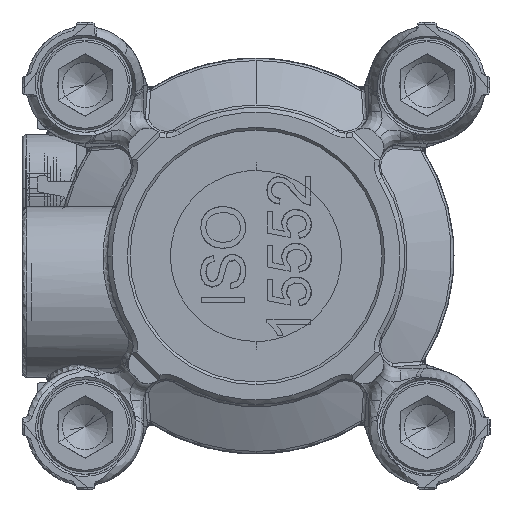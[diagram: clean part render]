
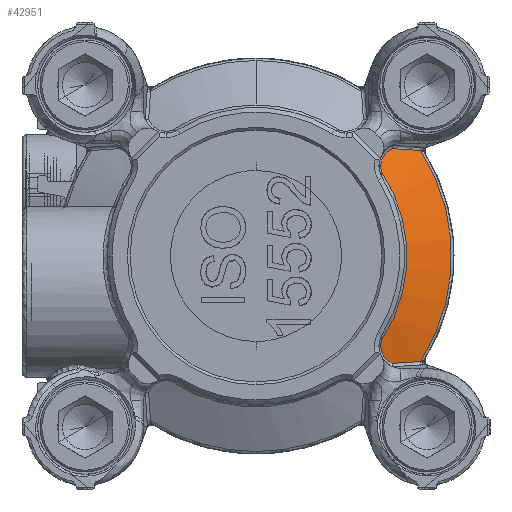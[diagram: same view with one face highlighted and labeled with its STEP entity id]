
A CAD part, front view. The second image highlights one B-rep face of the part: STEP entity #42951.
In plain terms, the highlighted conical face has half-angle 63.5 degrees and reference radius 21.723 mm.
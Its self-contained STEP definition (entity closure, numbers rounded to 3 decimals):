
#312 = CARTESIAN_POINT ( 'NONE',  ( 18.289, 24.711, 11.721 ) ) ;
#2367 = CARTESIAN_POINT ( 'NONE',  ( 15.152, 23.494, 11.925 ) ) ;
#2397 = CARTESIAN_POINT ( 'NONE',  ( 13.862, 22.449, -10.158 ) ) ;
#2886 = CARTESIAN_POINT ( 'NONE',  ( 14.244, 22.907, 11.176 ) ) ;
#2915 = CARTESIAN_POINT ( 'NONE',  ( 13.906, 22.546, -10.429 ) ) ;
#3911 = CARTESIAN_POINT ( 'NONE',  ( 14.038, 22.714, -10.81 ) ) ;
#4416 = CARTESIAN_POINT ( 'NONE',  ( 13.994, 22.665, -10.705 ) ) ;
#5569 = DIRECTION ( 'NONE',  ( 0., 1., 0. ) ) ;
#6772 = EDGE_CURVE ( 'NONE', #88805, #60037, #22753, .T. ) ;
#9137 = CARTESIAN_POINT ( 'NONE',  ( 13.915, 22.245, -9.372 ) ) ;
#9691 = CARTESIAN_POINT ( 'NONE',  ( 16.148, 23.865, -11.864 ) ) ;
#10201 = CARTESIAN_POINT ( 'NONE',  ( 18.289, 24.711, -11.721 ) ) ;
#10500 = CARTESIAN_POINT ( 'NONE',  ( 13.848, 22.29, 9.634 ) ) ;
#11005 = CARTESIAN_POINT ( 'NONE',  ( 14.101, 22.778, 10.939 ) ) ;
#11032 = CARTESIAN_POINT ( 'NONE',  ( 14.144, 22.821, -11.024 ) ) ;
#11548 = VERTEX_POINT ( 'NONE', #76609 ) ;
#13821 = EDGE_CURVE ( 'NONE', #35124, #42389, #96817, .T. ) ;
#16128 = CARTESIAN_POINT ( 'NONE',  ( 13.915, 22.245, -9.372 ) ) ;
#17555 = CARTESIAN_POINT ( 'NONE',  ( 0., 22.245, 0. ) ) ;
#17621 = CARTESIAN_POINT ( 'NONE',  ( 14.924, 23.369, 11.811 ) ) ;
#17651 = CARTESIAN_POINT ( 'NONE',  ( 13.86, 22.443, -10.14 ) ) ;
#18117 = CARTESIAN_POINT ( 'NONE',  ( 13.867, 22.465, 10.207 ) ) ;
#18628 = CARTESIAN_POINT ( 'NONE',  ( 14.439, 23.059, 11.421 ) ) ;
#19690 = EDGE_CURVE ( 'NONE', #60037, #11548, #89677, .T. ) ;
#20154 = CARTESIAN_POINT ( 'NONE',  ( 14.379, 23.014, -11.352 ) ) ;
#22174 = CARTESIAN_POINT ( 'NONE',  ( 16.148, 23.865, 11.864 ) ) ;
#22753 = CIRCLE ( 'NONE', #79540, 16.777 ) ;
#24421 = DIRECTION ( 'NONE',  ( 0., 0., -1. ) ) ;
#24734 = CARTESIAN_POINT ( 'NONE',  ( 15.034, 23.432, 11.873 ) ) ;
#26767 = CARTESIAN_POINT ( 'NONE',  ( 14.081, 22.758, -10.9 ) ) ;
#27895 = EDGE_CURVE ( 'NONE', #35124, #54059, #78634, .T. ) ;
#28255 = CARTESIAN_POINT ( 'NONE',  ( 14.487, 23.092, -11.467 ) ) ;
#30803 = CARTESIAN_POINT ( 'NONE',  ( 15.152, 23.494, 11.925 ) ) ;
#31299 = CARTESIAN_POINT ( 'NONE',  ( 17.193, 24.271, 11.796 ) ) ;
#32397 = CARTESIAN_POINT ( 'NONE',  ( 13.882, 22.267, -9.503 ) ) ;
#32872 = CARTESIAN_POINT ( 'NONE',  ( 13.871, 22.475, 10.236 ) ) ;
#33158 = ORIENTED_EDGE ( 'NONE', *, *, #13821, .T. ) ;
#33881 = CARTESIAN_POINT ( 'NONE',  ( 13.923, 22.571, 10.487 ) ) ;
#33912 = CARTESIAN_POINT ( 'NONE',  ( 14.443, 23.061, -11.422 ) ) ;
#35124 = VERTEX_POINT ( 'NONE', #81389 ) ;
#38977 = CARTESIAN_POINT ( 'NONE',  ( 18.289, 24.711, -11.721 ) ) ;
#41494 = CARTESIAN_POINT ( 'NONE',  ( 14.695, 23.23, 11.652 ) ) ;
#41526 = CARTESIAN_POINT ( 'NONE',  ( 14.319, 22.969, -11.279 ) ) ;
#42002 = CARTESIAN_POINT ( 'NONE',  ( 13.899, 22.534, 10.394 ) ) ;
#42030 = CARTESIAN_POINT ( 'NONE',  ( 14.073, 22.751, -10.884 ) ) ;
#42389 = VERTEX_POINT ( 'NONE', #66986 ) ;
#42951 = ADVANCED_FACE ( 'NONE', ( #82765 ), #69292, .T. ) ;
#47139 = B_SPLINE_CURVE_WITH_KNOTS ( 'NONE', 3,
 ( #95007, #9691, #64085, #10201 ),
 .UNSPECIFIED., .F., .F.,
 ( 4, 4 ),
 ( 0., 1. ),
 .UNSPECIFIED. ) ;
#47764 = CARTESIAN_POINT ( 'NONE',  ( 0., 24.711, 0. ) ) ;
#48511 = DIRECTION ( 'NONE',  ( 0., 0., 1. ) ) ;
#48582 = CARTESIAN_POINT ( 'NONE',  ( 14.555, 23.139, 11.532 ) ) ;
#49090 = CARTESIAN_POINT ( 'NONE',  ( 13.978, 22.648, 10.672 ) ) ;
#49633 = CARTESIAN_POINT ( 'NONE',  ( 14.511, 23.109, -11.491 ) ) ;
#50313 = DIRECTION ( 'NONE',  ( -1., 0., 0. ) ) ;
#50826 = B_SPLINE_CURVE_WITH_KNOTS ( 'NONE', 3,
 ( #2367, #24734, #17621, #72488, #41494, #64377, #63865, #48582, #18628, #63362, #2886, #80584, #55710, #65381, #11005, #72981, #49090, #33881, #42002, #86677, #32872, #18117, #87697, #10500, #56722 ),
 .UNSPECIFIED., .F., .F.,
 ( 4, 2, 1, 2, 2, 2, 1, 2, 2, 2, 1, 2, 2, 4 ),
 ( 0., 0.125, 0.188, 0.219, 0.25, 0.375, 0.438, 0.469, 0.5, 0.625, 0.688, 0.719, 0.75, 1. ),
 .UNSPECIFIED. ) ;
#54059 = VERTEX_POINT ( 'NONE', #38977 ) ;
#54166 = EDGE_CURVE ( 'NONE', #42389, #88805, #50826, .T. ) ;
#54635 = EDGE_CURVE ( 'NONE', #11548, #54059, #47139, .T. ) ;
#55710 = CARTESIAN_POINT ( 'NONE',  ( 14.145, 22.82, 11.019 ) ) ;
#56258 = CARTESIAN_POINT ( 'NONE',  ( 13.848, 22.348, -9.835 ) ) ;
#56722 = CARTESIAN_POINT ( 'NONE',  ( 13.915, 22.245, 9.372 ) ) ;
#57255 = CARTESIAN_POINT ( 'NONE',  ( 14.208, 22.879, -11.13 ) ) ;
#57623 = AXIS2_PLACEMENT_3D ( 'NONE', #47764, #78766, #24421 ) ;
#57768 = CARTESIAN_POINT ( 'NONE',  ( 15.152, 23.494, -11.925 ) ) ;
#60037 = VERTEX_POINT ( 'NONE', #9137 ) ;
#63362 = CARTESIAN_POINT ( 'NONE',  ( 14.355, 22.997, 11.326 ) ) ;
#63390 = CARTESIAN_POINT ( 'NONE',  ( 13.846, 22.377, -9.936 ) ) ;
#63398 = ORIENTED_EDGE ( 'NONE', *, *, #19690, .T. ) ;
#63865 = CARTESIAN_POINT ( 'NONE',  ( 14.577, 23.154, 11.552 ) ) ;
#64085 = CARTESIAN_POINT ( 'NONE',  ( 17.193, 24.271, -11.796 ) ) ;
#64377 = CARTESIAN_POINT ( 'NONE',  ( 14.624, 23.184, 11.592 ) ) ;
#65381 = CARTESIAN_POINT ( 'NONE',  ( 14.114, 22.791, 10.965 ) ) ;
#66393 = CARTESIAN_POINT ( 'NONE',  ( 13.962, 22.624, -10.614 ) ) ;
#66986 = CARTESIAN_POINT ( 'NONE',  ( 15.152, 23.494, 11.925 ) ) ;
#69292 = CONICAL_SURFACE ( 'NONE', #90354, 21.723, 1.108 ) ;
#72488 = CARTESIAN_POINT ( 'NONE',  ( 14.769, 23.277, 11.707 ) ) ;
#72544 = ORIENTED_EDGE ( 'NONE', *, *, #6772, .T. ) ;
#72981 = CARTESIAN_POINT ( 'NONE',  ( 14.026, 22.704, 10.792 ) ) ;
#74014 = CARTESIAN_POINT ( 'NONE',  ( 14.916, 23.369, -11.82 ) ) ;
#76609 = CARTESIAN_POINT ( 'NONE',  ( 15.152, 23.494, -11.925 ) ) ;
#78047 = ORIENTED_EDGE ( 'NONE', *, *, #27895, .F. ) ;
#78376 = CARTESIAN_POINT ( 'NONE',  ( 13.915, 22.245, 9.372 ) ) ;
#78634 = CIRCLE ( 'NONE', #57623, 21.723 ) ;
#78766 = DIRECTION ( 'NONE',  ( 0., 1., 0. ) ) ;
#79540 = AXIS2_PLACEMENT_3D ( 'NONE', #17555, #96744, #48511 ) ;
#80584 = CARTESIAN_POINT ( 'NONE',  ( 14.192, 22.863, 11.099 ) ) ;
#80617 = CARTESIAN_POINT ( 'NONE',  ( 14.059, 22.736, -10.855 ) ) ;
#81290 = CARTESIAN_POINT ( 'NONE',  ( 0., 24.711, 0. ) ) ;
#81389 = CARTESIAN_POINT ( 'NONE',  ( 18.289, 24.711, 11.721 ) ) ;
#81605 = CARTESIAN_POINT ( 'NONE',  ( 13.88, 22.498, -10.303 ) ) ;
#82765 = FACE_OUTER_BOUND ( 'NONE', #99441, .T. ) ;
#83989 = ORIENTED_EDGE ( 'NONE', *, *, #54166, .T. ) ;
#86200 = ORIENTED_EDGE ( 'NONE', *, *, #54635, .T. ) ;
#86677 = CARTESIAN_POINT ( 'NONE',  ( 13.882, 22.498, 10.3 ) ) ;
#87222 = CARTESIAN_POINT ( 'NONE',  ( 13.857, 22.431, -10.106 ) ) ;
#87697 = CARTESIAN_POINT ( 'NONE',  ( 13.83, 22.359, 9.899 ) ) ;
#88805 = VERTEX_POINT ( 'NONE', #78376 ) ;
#89677 = B_SPLINE_CURVE_WITH_KNOTS ( 'NONE', 3,
 ( #16128, #32397, #94814, #56258, #63390, #94311, #87222, #17651, #2397, #81605, #2915, #66393, #4416, #3911, #80617, #42030, #26767, #11032, #57255, #41526, #20154, #33912, #28255, #49633, #96845, #74014, #57768 ),
 .UNSPECIFIED., .F., .F.,
 ( 4, 2, 1, 1, 2, 2, 2, 1, 1, 2, 2, 2, 1, 2, 2, 4 ),
 ( 0., 0.125, 0.187, 0.219, 0.234, 0.25, 0.375, 0.437, 0.469, 0.484, 0.5, 0.625, 0.687, 0.719, 0.75, 1. ),
 .UNSPECIFIED. ) ;
#90354 = AXIS2_PLACEMENT_3D ( 'NONE', #81290, #5569, #50313 ) ;
#94311 = CARTESIAN_POINT ( 'NONE',  ( 13.852, 22.414, -10.054 ) ) ;
#94814 = CARTESIAN_POINT ( 'NONE',  ( 13.86, 22.296, -9.635 ) ) ;
#95007 = CARTESIAN_POINT ( 'NONE',  ( 15.152, 23.494, -11.925 ) ) ;
#96744 = DIRECTION ( 'NONE',  ( 0., 1., 0. ) ) ;
#96817 = B_SPLINE_CURVE_WITH_KNOTS ( 'NONE', 3,
 ( #312, #31299, #22174, #30803 ),
 .UNSPECIFIED., .F., .F.,
 ( 4, 4 ),
 ( 0., 1. ),
 .UNSPECIFIED. ) ;
#96845 = CARTESIAN_POINT ( 'NONE',  ( 14.711, 23.246, -11.68 ) ) ;
#99441 = EDGE_LOOP ( 'NONE', ( #86200, #78047, #33158, #83989, #72544, #63398 ) ) ;
